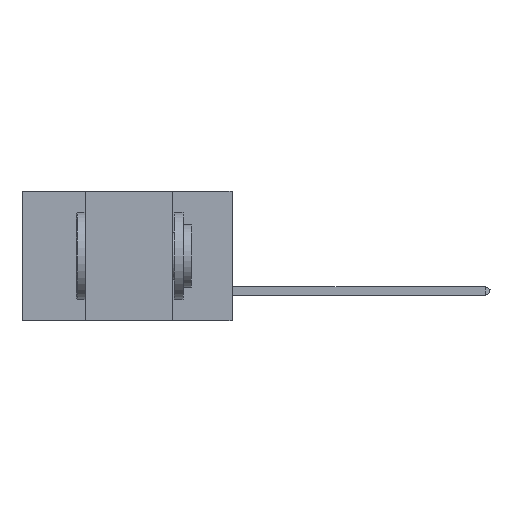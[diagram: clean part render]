
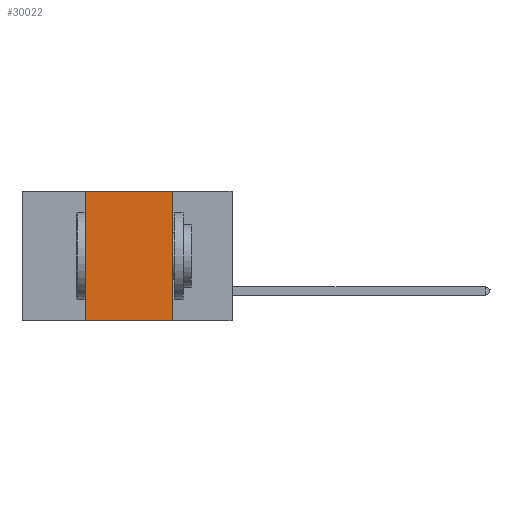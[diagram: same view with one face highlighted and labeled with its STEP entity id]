
A CAD part, left-side view. The second image highlights one B-rep face of the part: STEP entity #30022.
In plain terms, the highlighted planar face has unit normal (-1, 0, 0).
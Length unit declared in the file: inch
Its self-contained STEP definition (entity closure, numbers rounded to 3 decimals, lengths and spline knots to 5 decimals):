
#1469 = DIRECTION ( 'NONE',  ( 0., 0., 1. ) ) ;
#1797 = LINE ( 'NONE', #8052, #7133 ) ;
#1967 = DIRECTION ( 'NONE',  ( 1., 0., 0. ) ) ;
#2309 = EDGE_CURVE ( 'NONE', #13937, #19142, #1797, .T. ) ;
#6171 = CARTESIAN_POINT ( 'NONE',  ( 0., 0.6, 0. ) ) ;
#7133 = VECTOR ( 'NONE', #20375, 39.37008 ) ;
#7156 = DIRECTION ( 'NONE',  ( 0., -1., 0. ) ) ;
#7190 = VERTEX_POINT ( 'NONE', #16657 ) ;
#8052 = CARTESIAN_POINT ( 'NONE',  ( 0., 0.17, 0. ) ) ;
#9391 = ORIENTED_EDGE ( 'NONE', *, *, #9769, .F. ) ;
#9659 = VERTEX_POINT ( 'NONE', #12092 ) ;
#9769 = EDGE_CURVE ( 'NONE', #7190, #13937, #29693, .T. ) ;
#10801 = DIRECTION ( 'NONE',  ( 0., 0., -1. ) ) ;
#12092 = CARTESIAN_POINT ( 'NONE',  ( 0., 0.42, -0.37 ) ) ;
#13082 = VECTOR ( 'NONE', #7156, 39.37008 ) ;
#13937 = VERTEX_POINT ( 'NONE', #16544 ) ;
#15353 = AXIS2_PLACEMENT_3D ( 'NONE', #26822, #1967, #10801 ) ;
#16544 = CARTESIAN_POINT ( 'NONE',  ( 0., 0.17, 0. ) ) ;
#16657 = CARTESIAN_POINT ( 'NONE',  ( 0., 0.42, 0. ) ) ;
#19142 = VERTEX_POINT ( 'NONE', #36774 ) ;
#20375 = DIRECTION ( 'NONE',  ( 0., 0., -1. ) ) ;
#20573 = PLANE ( 'NONE',  #15353 ) ;
#22600 = ORIENTED_EDGE ( 'NONE', *, *, #35554, .T. ) ;
#22606 = LINE ( 'NONE', #23078, #23594 ) ;
#23078 = CARTESIAN_POINT ( 'NONE',  ( 0., 0.42, 0. ) ) ;
#23594 = VECTOR ( 'NONE', #1469, 39.37008 ) ;
#26822 = CARTESIAN_POINT ( 'NONE',  ( 0., 0.6, 0. ) ) ;
#27329 = DIRECTION ( 'NONE',  ( 0., -1., 0. ) ) ;
#28263 = FACE_OUTER_BOUND ( 'NONE', #35901, .T. ) ;
#28695 = LINE ( 'NONE', #35089, #13082 ) ;
#29110 = EDGE_CURVE ( 'NONE', #9659, #7190, #22606, .T. ) ;
#29693 = LINE ( 'NONE', #6171, #36031 ) ;
#30022 = ADVANCED_FACE ( 'NONE', ( #28263 ), #20573, .F. ) ;
#30644 = ORIENTED_EDGE ( 'NONE', *, *, #2309, .F. ) ;
#35089 = CARTESIAN_POINT ( 'NONE',  ( 0., 0.6, -0.37 ) ) ;
#35554 = EDGE_CURVE ( 'NONE', #9659, #19142, #28695, .T. ) ;
#35901 = EDGE_LOOP ( 'NONE', ( #30644, #9391, #36915, #22600 ) ) ;
#36031 = VECTOR ( 'NONE', #27329, 39.37008 ) ;
#36774 = CARTESIAN_POINT ( 'NONE',  ( 0., 0.17, -0.37 ) ) ;
#36915 = ORIENTED_EDGE ( 'NONE', *, *, #29110, .F. ) ;
